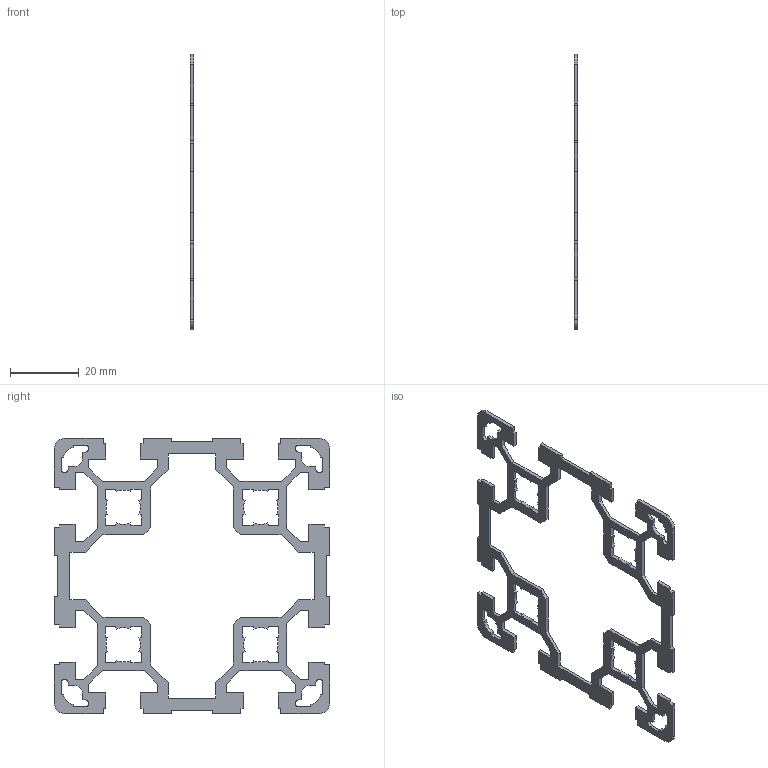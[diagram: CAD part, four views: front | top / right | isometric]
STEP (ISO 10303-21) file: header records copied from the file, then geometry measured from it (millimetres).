
FILE_DESCRIPTION(/* description */ ('BSB Aluminum Profile 80x80-L'),/* implementation_level */ '2;1');
FILE_NAME(/* name */ '1007532.ipt.stp',/* time_stamp */ '2020-04-01T16:46:13+02:00',/* author */ ('MvD'),/* organization */ (''),/* preprocessor_version */ 'ST-DEVELOPER v16.5',/* originating_system */ 'Autodesk Inventor 2017',/* authorisation */ '');
FILE_SCHEMA (('AUTOMOTIVE_DESIGN { 1 0 10303 214 3 1 1 }'));
Length unit declared in the file: millimetre
Products named in the file (1): 1007532
Bounding box: 1 x 80 x 80 mm (x, y, z)
Volume: 1814.6 mm3; surface area: 4825 mm2
Topology: 1 solids, 1 shells, 298 faces, 888 edges, 592 vertices
Faces by surface type: plane 262, cylinder 36
Entity records: 10234 total; most frequent: CARTESIAN_POINT 1779, ORIENTED_EDGE 1776, DIRECTION 1558, EDGE_CURVE 888, LINE 816, VECTOR 816, VERTEX_POINT 592, AXIS2_PLACEMENT_3D 371
